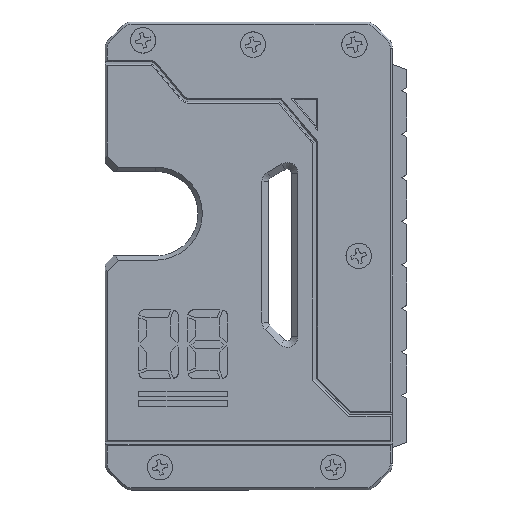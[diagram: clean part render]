
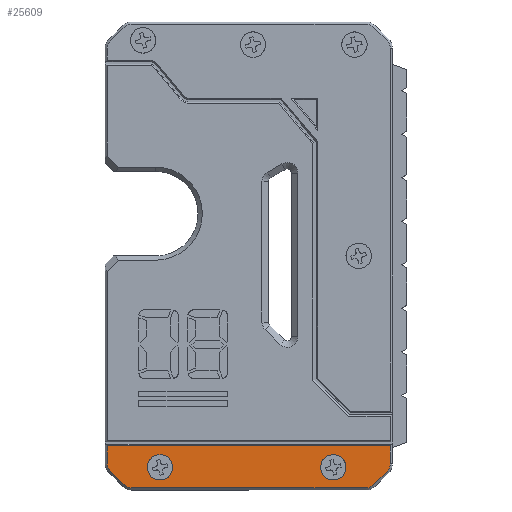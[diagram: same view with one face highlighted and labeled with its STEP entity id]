
A CAD part, top view. The second image highlights one B-rep face of the part: STEP entity #25609.
In plain terms, the highlighted planar face has unit normal (0, 0, 1).
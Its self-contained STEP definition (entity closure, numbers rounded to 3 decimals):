
#54 = DIRECTION ( 'NONE',  ( -1., 0., 0. ) ) ;
#80 = EDGE_CURVE ( 'NONE', #133, #4025, #25352, .T. ) ;
#117 = LINE ( 'NONE', #9217, #2621 ) ;
#133 = VERTEX_POINT ( 'NONE', #25385 ) ;
#182 = ORIENTED_EDGE ( 'NONE', *, *, #4482, .T. ) ;
#698 = AXIS2_PLACEMENT_3D ( 'NONE', #16556, #6610, #22544 ) ;
#701 = EDGE_CURVE ( 'NONE', #16301, #20922, #2715, .T. ) ;
#1010 = CIRCLE ( 'NONE', #17198, 3. ) ;
#1207 = CARTESIAN_POINT ( 'NONE',  ( 0., -54.85, 5. ) ) ;
#1279 = VERTEX_POINT ( 'NONE', #3977 ) ;
#1301 = CARTESIAN_POINT ( 'NONE',  ( 28., -50., 5. ) ) ;
#1465 = DIRECTION ( 'NONE',  ( 0., -1., 0. ) ) ;
#1545 = EDGE_CURVE ( 'NONE', #29396, #16301, #10218, .T. ) ;
#1551 = DIRECTION ( 'NONE',  ( -1., 0., 0. ) ) ;
#1905 = CARTESIAN_POINT ( 'NONE',  ( 38.51, -49.107, 5. ) ) ;
#1912 = DIRECTION ( 'NONE',  ( 0., 0., 1. ) ) ;
#2110 = DIRECTION ( 'NONE',  ( -1., 0., 0. ) ) ;
#2373 = DIRECTION ( 'NONE',  ( 0.707, 0.707, 0. ) ) ;
#2621 = VECTOR ( 'NONE', #24682, 1000. ) ;
#2715 = LINE ( 'NONE', #1207, #15868 ) ;
#3134 = AXIS2_PLACEMENT_3D ( 'NONE', #23138, #13740, #13596 ) ;
#3168 = EDGE_CURVE ( 'NONE', #25665, #22962, #26916, .T. ) ;
#3501 = AXIS2_PLACEMENT_3D ( 'NONE', #6321, #27017, #6613 ) ;
#3631 = ORIENTED_EDGE ( 'NONE', *, *, #29028, .T. ) ;
#3901 = EDGE_CURVE ( 'NONE', #4025, #29396, #117, .T. ) ;
#3977 = CARTESIAN_POINT ( 'NONE',  ( 38.51, -44.9, 5. ) ) ;
#4025 = VERTEX_POINT ( 'NONE', #25444 ) ;
#4200 = CARTESIAN_POINT ( 'NONE',  ( 34.535, -54.118, 5. ) ) ;
#4231 = CARTESIAN_POINT ( 'NONE',  ( 32.767, -54.85, 5. ) ) ;
#4280 = CARTESIAN_POINT ( 'NONE',  ( -28.49, 0., 5. ) ) ;
#4353 = ORIENTED_EDGE ( 'NONE', *, *, #26420, .F. ) ;
#4383 = EDGE_LOOP ( 'NONE', ( #22556, #25932 ) ) ;
#4482 = EDGE_CURVE ( 'NONE', #13009, #1279, #25407, .T. ) ;
#5377 = ORIENTED_EDGE ( 'NONE', *, *, #10390, .T. ) ;
#5958 = CARTESIAN_POINT ( 'NONE',  ( -22.747, -54.85, 5. ) ) ;
#6054 = CARTESIAN_POINT ( 'NONE',  ( 32.767, -52.35, 5. ) ) ;
#6321 = CARTESIAN_POINT ( 'NONE',  ( 0., 0., 5. ) ) ;
#6610 = DIRECTION ( 'NONE',  ( 0., 0., 1. ) ) ;
#6613 = DIRECTION ( 'NONE',  ( -1., 0., 0. ) ) ;
#7181 = ORIENTED_EDGE ( 'NONE', *, *, #27803, .T. ) ;
#7373 = ORIENTED_EDGE ( 'NONE', *, *, #80, .T. ) ;
#7402 = VERTEX_POINT ( 'NONE', #4200 ) ;
#7634 = DIRECTION ( 'NONE',  ( 0., 0., 1. ) ) ;
#8114 = DIRECTION ( 'NONE',  ( 0., 0., 1. ) ) ;
#8580 = CARTESIAN_POINT ( 'NONE',  ( 37.778, -50.875, 5. ) ) ;
#8671 = ORIENTED_EDGE ( 'NONE', *, *, #26927, .F. ) ;
#8855 = FACE_BOUND ( 'NONE', #12573, .T. ) ;
#9010 = CARTESIAN_POINT ( 'NONE',  ( -28.49, -44.9, 5. ) ) ;
#9193 = DIRECTION ( 'NONE',  ( 1., 0., 0. ) ) ;
#9217 = CARTESIAN_POINT ( 'NONE',  ( -39.316, -39.316, 5. ) ) ;
#9339 = CARTESIAN_POINT ( 'NONE',  ( 38.51, 0., 5. ) ) ;
#9478 = DIRECTION ( 'NONE',  ( 0., 1., 0. ) ) ;
#9490 = CARTESIAN_POINT ( 'NONE',  ( 25., -50., 5. ) ) ;
#10218 = CIRCLE ( 'NONE', #698, 2.5 ) ;
#10296 = DIRECTION ( 'NONE',  ( 1., 0., 0. ) ) ;
#10390 = EDGE_CURVE ( 'NONE', #28538, #133, #24248, .T. ) ;
#10929 = FACE_OUTER_BOUND ( 'NONE', #25930, .T. ) ;
#10933 = DIRECTION ( 'NONE',  ( -1., 0., 0. ) ) ;
#11303 = AXIS2_PLACEMENT_3D ( 'NONE', #12873, #8114, #1551 ) ;
#11326 = CARTESIAN_POINT ( 'NONE',  ( -13., -50., 5. ) ) ;
#11541 = DIRECTION ( 'NONE',  ( 1., 0., 0. ) ) ;
#11748 = ORIENTED_EDGE ( 'NONE', *, *, #3901, .T. ) ;
#11951 = VERTEX_POINT ( 'NONE', #1301 ) ;
#12573 = EDGE_LOOP ( 'NONE', ( #4353, #8671 ) ) ;
#12873 = CARTESIAN_POINT ( 'NONE',  ( 36.01, -49.107, 5. ) ) ;
#13009 = VERTEX_POINT ( 'NONE', #1905 ) ;
#13091 = AXIS2_PLACEMENT_3D ( 'NONE', #6054, #15136, #10933 ) ;
#13101 = DIRECTION ( 'NONE',  ( 1., 0., 0. ) ) ;
#13232 = CARTESIAN_POINT ( 'NONE',  ( 25., -50., 5. ) ) ;
#13418 = CARTESIAN_POINT ( 'NONE',  ( 0., -44.9, 5. ) ) ;
#13542 = CARTESIAN_POINT ( 'NONE',  ( -24.515, -54.118, 5. ) ) ;
#13553 = CIRCLE ( 'NONE', #28782, 3. ) ;
#13596 = DIRECTION ( 'NONE',  ( 1., 0., 0. ) ) ;
#13740 = DIRECTION ( 'NONE',  ( 0., 0., 1. ) ) ;
#13798 = DIRECTION ( 'NONE',  ( 0., 0., 1. ) ) ;
#14188 = ORIENTED_EDGE ( 'NONE', *, *, #701, .T. ) ;
#14862 = FACE_BOUND ( 'NONE', #4383, .T. ) ;
#15136 = DIRECTION ( 'NONE',  ( 0., 0., 1. ) ) ;
#15868 = VECTOR ( 'NONE', #10296, 1000. ) ;
#16301 = VERTEX_POINT ( 'NONE', #5958 ) ;
#16407 = CIRCLE ( 'NONE', #25898, 3. ) ;
#16556 = CARTESIAN_POINT ( 'NONE',  ( -22.747, -52.35, 5. ) ) ;
#16606 = ORIENTED_EDGE ( 'NONE', *, *, #1545, .T. ) ;
#17198 = AXIS2_PLACEMENT_3D ( 'NONE', #18259, #7634, #11541 ) ;
#17639 = VECTOR ( 'NONE', #9478, 1000. ) ;
#17852 = VECTOR ( 'NONE', #2110, 1000. ) ;
#18259 = CARTESIAN_POINT ( 'NONE',  ( -16., -50., 5. ) ) ;
#18537 = CARTESIAN_POINT ( 'NONE',  ( -25.99, -49.107, 5. ) ) ;
#19499 = VECTOR ( 'NONE', #1465, 1000. ) ;
#19518 = EDGE_CURVE ( 'NONE', #20297, #13009, #21781, .T. ) ;
#19703 = VECTOR ( 'NONE', #2373, 1000. ) ;
#20297 = VERTEX_POINT ( 'NONE', #8580 ) ;
#20327 = DIRECTION ( 'NONE',  ( 0., 0., 1. ) ) ;
#20922 = VERTEX_POINT ( 'NONE', #4231 ) ;
#21781 = CIRCLE ( 'NONE', #11303, 2.5 ) ;
#22544 = DIRECTION ( 'NONE',  ( -1., 0., 0. ) ) ;
#22556 = ORIENTED_EDGE ( 'NONE', *, *, #22591, .F. ) ;
#22591 = EDGE_CURVE ( 'NONE', #22962, #25665, #1010, .T. ) ;
#22594 = CIRCLE ( 'NONE', #13091, 2.5 ) ;
#22962 = VERTEX_POINT ( 'NONE', #11326 ) ;
#23085 = CARTESIAN_POINT ( 'NONE',  ( 37.778, -50.875, 5. ) ) ;
#23138 = CARTESIAN_POINT ( 'NONE',  ( -16., -50., 5. ) ) ;
#23914 = AXIS2_PLACEMENT_3D ( 'NONE', #18537, #20327, #54 ) ;
#24248 = LINE ( 'NONE', #4280, #19499 ) ;
#24682 = DIRECTION ( 'NONE',  ( 0.707, -0.707, 0. ) ) ;
#24977 = VERTEX_POINT ( 'NONE', #26071 ) ;
#25161 = LINE ( 'NONE', #23085, #19703 ) ;
#25352 = CIRCLE ( 'NONE', #23914, 2.5 ) ;
#25385 = CARTESIAN_POINT ( 'NONE',  ( -28.49, -49.107, 5. ) ) ;
#25407 = LINE ( 'NONE', #9339, #17639 ) ;
#25444 = CARTESIAN_POINT ( 'NONE',  ( -27.758, -50.875, 5. ) ) ;
#25609 = ADVANCED_FACE ( 'NONE', ( #10929, #8855, #14862 ), #26869, .F. ) ;
#25665 = VERTEX_POINT ( 'NONE', #26177 ) ;
#25898 = AXIS2_PLACEMENT_3D ( 'NONE', #13232, #1912, #13101 ) ;
#25930 = EDGE_LOOP ( 'NONE', ( #3631, #5377, #7373, #11748, #16606, #14188, #26256, #7181, #26288, #182 ) ) ;
#25932 = ORIENTED_EDGE ( 'NONE', *, *, #3168, .F. ) ;
#26071 = CARTESIAN_POINT ( 'NONE',  ( 22., -50., 5. ) ) ;
#26177 = CARTESIAN_POINT ( 'NONE',  ( -19., -50., 5. ) ) ;
#26256 = ORIENTED_EDGE ( 'NONE', *, *, #27213, .T. ) ;
#26288 = ORIENTED_EDGE ( 'NONE', *, *, #19518, .T. ) ;
#26420 = EDGE_CURVE ( 'NONE', #11951, #24977, #16407, .T. ) ;
#26869 = PLANE ( 'NONE',  #3501 ) ;
#26916 = CIRCLE ( 'NONE', #3134, 3. ) ;
#26927 = EDGE_CURVE ( 'NONE', #24977, #11951, #13553, .T. ) ;
#27017 = DIRECTION ( 'NONE',  ( 0., 0., -1. ) ) ;
#27213 = EDGE_CURVE ( 'NONE', #20922, #7402, #22594, .T. ) ;
#27803 = EDGE_CURVE ( 'NONE', #7402, #20297, #25161, .T. ) ;
#28538 = VERTEX_POINT ( 'NONE', #9010 ) ;
#28782 = AXIS2_PLACEMENT_3D ( 'NONE', #9490, #13798, #9193 ) ;
#29028 = EDGE_CURVE ( 'NONE', #1279, #28538, #29213, .T. ) ;
#29213 = LINE ( 'NONE', #13418, #17852 ) ;
#29396 = VERTEX_POINT ( 'NONE', #13542 ) ;
